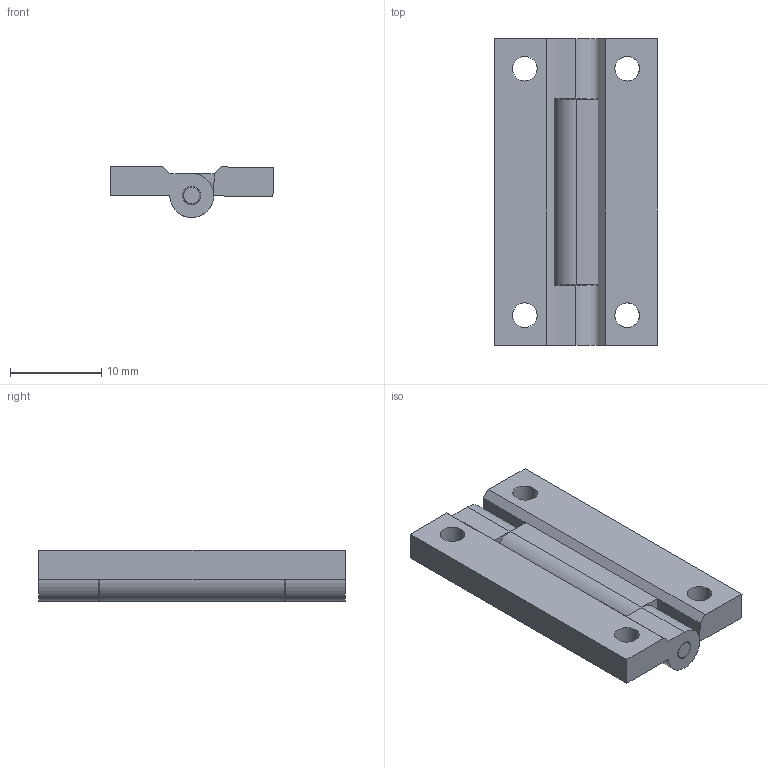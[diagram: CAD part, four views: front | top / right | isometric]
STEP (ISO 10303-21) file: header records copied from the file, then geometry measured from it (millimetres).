
FILE_DESCRIPTION (( 'STEP AP203' ), '1' );
FILE_NAME ('585644 assembly.STEP', '2014-07-15T15:49:18', ( 'Kyle' ), ( 'Microsoft' ), 'SwSTEP 2.0', 'SolidWorks 2014', '' );
FILE_SCHEMA (( 'CONFIG_CONTROL_DESIGN' ));
Length unit declared in the file: inch
Products named in the file (4): 585644 pt 1; 585644 pt 2; 585644 pt 3; 585644 assembly
Assembly tree (3 placements, depth 2):
  585644 assembly
    585644 pt 1
    585644 pt 2
    585644 pt 3
Bounding box: 17.79 x 33.53 x 5.58 mm (x, y, z)
Volume: 1930.4 mm3; surface area: 2311.9 mm2
Topology: 3 solids, 3 shells, 50 faces, 120 edges, 76 vertices
Faces by surface type: plane 24, cylinder 22, cone 4
Entity records: 1906 total; most frequent: DIRECTION 280, CARTESIAN_POINT 252, ORIENTED_EDGE 240, EDGE_CURVE 120, AXIS2_PLACEMENT_3D 104, VERTEX_POINT 76, LINE 72, VECTOR 72
